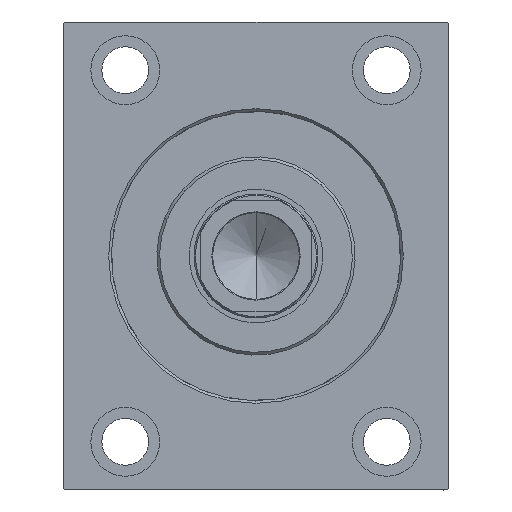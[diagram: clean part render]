
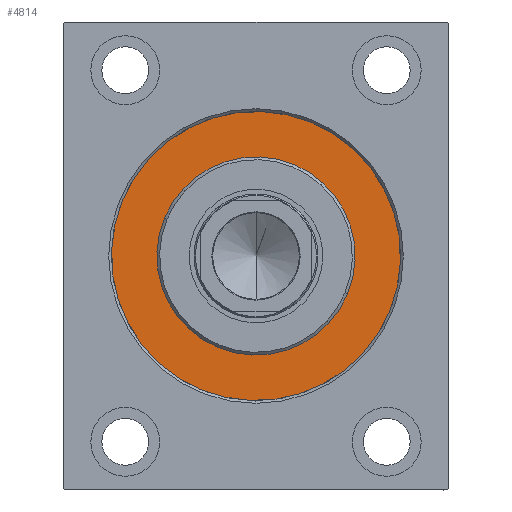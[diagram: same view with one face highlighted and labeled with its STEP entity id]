
A CAD part, left-side view. The second image highlights one B-rep face of the part: STEP entity #4814.
In plain terms, the highlighted face is planar.
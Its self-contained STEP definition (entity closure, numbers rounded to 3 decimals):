
#58 = CIRCLE ( 'NONE', #14459, 52.5 ) ;
#1455 = ORIENTED_EDGE ( 'NONE', *, *, #20813, .F. ) ;
#4478 = FACE_OUTER_BOUND ( 'NONE', #27299, .T. ) ;
#4814 = ADVANCED_FACE ( 'NONE', ( #25364, #4478 ), #41817, .F. ) ;
#5872 = DIRECTION ( 'NONE',  ( -1., 0., 0. ) ) ;
#6231 = VERTEX_POINT ( 'NONE', #26334 ) ;
#6614 = CARTESIAN_POINT ( 'NONE',  ( 0., 0., 0. ) ) ;
#8427 = VERTEX_POINT ( 'NONE', #13996 ) ;
#10425 = DIRECTION ( 'NONE',  ( -1., 0., 0. ) ) ;
#10718 = ORIENTED_EDGE ( 'NONE', *, *, #41164, .F. ) ;
#12054 = ORIENTED_EDGE ( 'NONE', *, *, #34204, .F. ) ;
#12375 = AXIS2_PLACEMENT_3D ( 'NONE', #22278, #15974, #35997 ) ;
#12400 = ORIENTED_EDGE ( 'NONE', *, *, #23630, .F. ) ;
#12580 = AXIS2_PLACEMENT_3D ( 'NONE', #38770, #36292, #25044 ) ;
#13996 = CARTESIAN_POINT ( 'NONE',  ( 0., 0., -36. ) ) ;
#14459 = AXIS2_PLACEMENT_3D ( 'NONE', #6614, #10425, #20331 ) ;
#14822 = DIRECTION ( 'NONE',  ( 0., 0., 1. ) ) ;
#15205 = VERTEX_POINT ( 'NONE', #29458 ) ;
#15974 = DIRECTION ( 'NONE',  ( 1., 0., 0. ) ) ;
#18189 = DIRECTION ( 'NONE',  ( -1., 0., 0. ) ) ;
#20331 = DIRECTION ( 'NONE',  ( 0., 0., 1. ) ) ;
#20813 = EDGE_CURVE ( 'NONE', #6231, #43516, #58, .T. ) ;
#21353 = CARTESIAN_POINT ( 'NONE',  ( 0., 0., 0. ) ) ;
#22278 = CARTESIAN_POINT ( 'NONE',  ( 0., 0., 0. ) ) ;
#22593 = AXIS2_PLACEMENT_3D ( 'NONE', #43435, #5872, #40277 ) ;
#23630 = EDGE_CURVE ( 'NONE', #8427, #15205, #25996, .T. ) ;
#25044 = DIRECTION ( 'NONE',  ( 0., 0., -1. ) ) ;
#25364 = FACE_BOUND ( 'NONE', #39214, .T. ) ;
#25996 = CIRCLE ( 'NONE', #12375, 36. ) ;
#26334 = CARTESIAN_POINT ( 'NONE',  ( 0., 0., 52.5 ) ) ;
#27299 = EDGE_LOOP ( 'NONE', ( #12054, #1455 ) ) ;
#28384 = CIRCLE ( 'NONE', #12580, 36. ) ;
#29458 = CARTESIAN_POINT ( 'NONE',  ( 0., 0., 36. ) ) ;
#33363 = CIRCLE ( 'NONE', #22593, 52.5 ) ;
#33766 = CARTESIAN_POINT ( 'NONE',  ( 0., 0., -52.5 ) ) ;
#34204 = EDGE_CURVE ( 'NONE', #43516, #6231, #33363, .T. ) ;
#35997 = DIRECTION ( 'NONE',  ( 0., 0., -1. ) ) ;
#36292 = DIRECTION ( 'NONE',  ( 1., 0., 0. ) ) ;
#38770 = CARTESIAN_POINT ( 'NONE',  ( 0., 0., 0. ) ) ;
#39214 = EDGE_LOOP ( 'NONE', ( #10718, #12400 ) ) ;
#40277 = DIRECTION ( 'NONE',  ( 0., 0., 1. ) ) ;
#41164 = EDGE_CURVE ( 'NONE', #15205, #8427, #28384, .T. ) ;
#41817 = PLANE ( 'NONE',  #42884 ) ;
#42884 = AXIS2_PLACEMENT_3D ( 'NONE', #21353, #18189, #14822 ) ;
#43435 = CARTESIAN_POINT ( 'NONE',  ( 0., 0., 0. ) ) ;
#43516 = VERTEX_POINT ( 'NONE', #33766 ) ;
